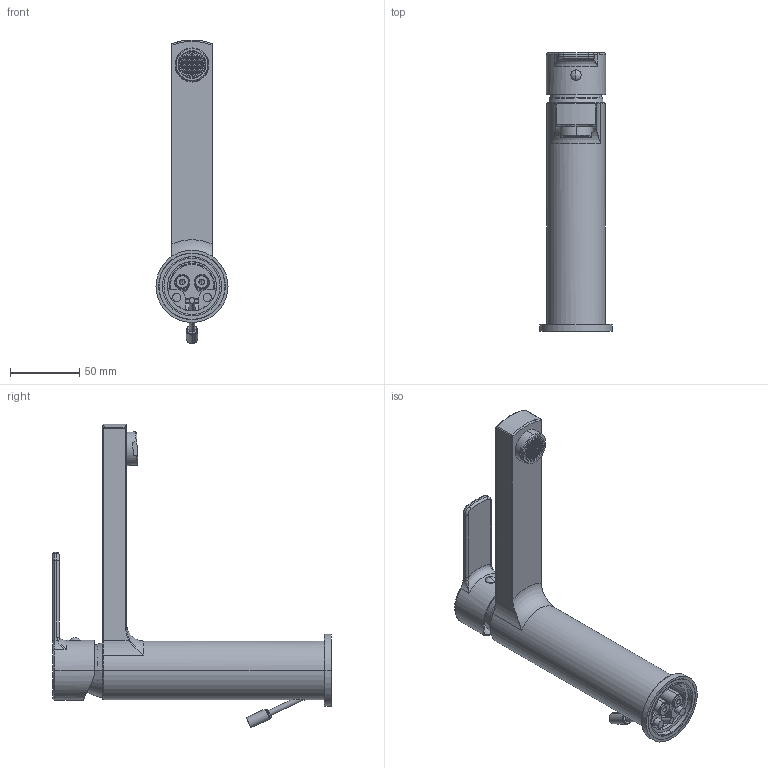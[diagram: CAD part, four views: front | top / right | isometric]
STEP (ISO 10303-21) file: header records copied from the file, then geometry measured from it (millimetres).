
FILE_DESCRIPTION((''),'2;1');
FILE_NAME('WS073CR','2021-05-04T13:18:01',('ut3'),('PAFFONI SpA'),'CREO PARAMETRIC BY PTC INC, 2020044','CREO PARAMETRIC BY PTC INC, 2020044','');
FILE_SCHEMA(('CONFIG_CONTROL_DESIGN','SHAPE_APPEARANCE_LAYERS_GROUPS'));
Length unit declared in the file: millimetre
Products named in the file (1): WS073CR
Bounding box: 52 x 200.55 x 218.87 mm (x, y, z)
Volume: 174782.9 mm3; surface area: 127420.9 mm2
Topology: 5 solids, 5 shells, 3445 faces, 9764 edges, 6344 vertices
Faces by surface type: plane 2439, cylinder 575, cone 177, torus 119, bspline 97, sphere 34, extrusion 4
Entity records: 137452 total; most frequent: CARTESIAN_POINT 30848, ORIENTED_EDGE 19504, DIRECTION 18787, EDGE_CURVE 9752, VECTOR 6351, LINE 6347, VERTEX_POINT 6344, AXIS2_PLACEMENT_3D 6218
